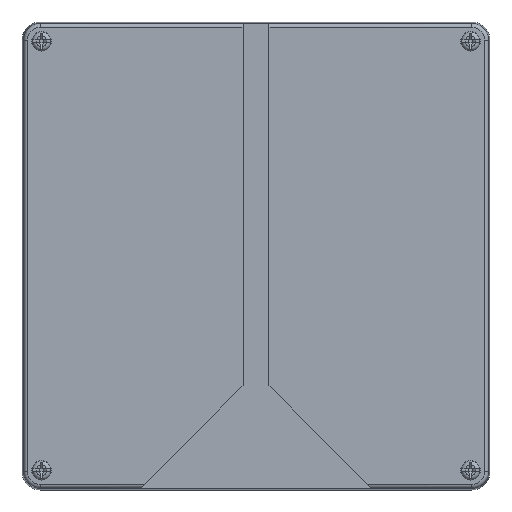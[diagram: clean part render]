
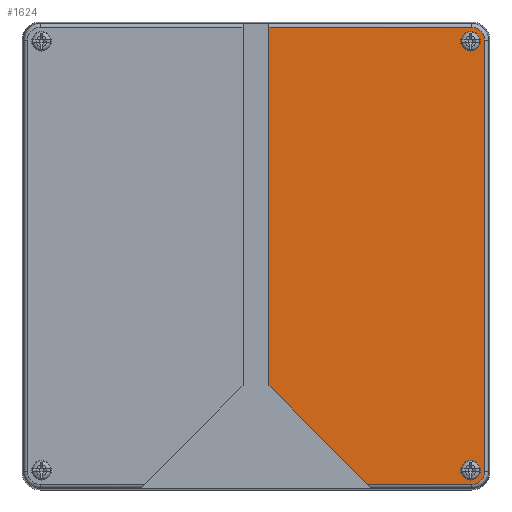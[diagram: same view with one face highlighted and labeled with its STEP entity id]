
A CAD part, top view. The second image highlights one B-rep face of the part: STEP entity #1624.
In plain terms, the highlighted planar face has unit normal (0, 0, 1).
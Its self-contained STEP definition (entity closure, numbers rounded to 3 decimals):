
#1624 = ADVANCED_FACE( '', ( #3683, #3684, #3685 ), #3686, .T. );
#3683 = FACE_OUTER_BOUND( '', #6219, .T. );
#3684 = FACE_BOUND( '', #6220, .T. );
#3685 = FACE_BOUND( '', #6221, .T. );
#3686 = PLANE( '', #6222 );
#6219 = EDGE_LOOP( '', ( #10616, #10617, #10618, #10619, #10620, #10621, #10622 ) );
#6220 = EDGE_LOOP( '', ( #10623 ) );
#6221 = EDGE_LOOP( '', ( #10624 ) );
#6222 = AXIS2_PLACEMENT_3D( '', #10625, #10626, #10627 );
#10616 = ORIENTED_EDGE( '', *, *, #15684, .F. );
#10617 = ORIENTED_EDGE( '', *, *, #14703, .F. );
#10618 = ORIENTED_EDGE( '', *, *, #15501, .T. );
#10619 = ORIENTED_EDGE( '', *, *, #15556, .F. );
#10620 = ORIENTED_EDGE( '', *, *, #15169, .T. );
#10621 = ORIENTED_EDGE( '', *, *, #15685, .T. );
#10622 = ORIENTED_EDGE( '', *, *, #14383, .T. );
#10623 = ORIENTED_EDGE( '', *, *, #15134, .T. );
#10624 = ORIENTED_EDGE( '', *, *, #15686, .T. );
#10625 = CARTESIAN_POINT( '', ( 87.884, 110., 25. ) );
#10626 = DIRECTION( '', ( 0., 0., 1. ) );
#10627 = DIRECTION( '', ( 1., 0., 0. ) );
#14383 = EDGE_CURVE( '', #17141, #17139, #17142, .T. );
#14703 = EDGE_CURVE( '', #17684, #17685, #17686, .T. );
#15134 = EDGE_CURVE( '', #18391, #18391, #18392, .F. );
#15169 = EDGE_CURVE( '', #18442, #18444, #18446, .T. );
#15501 = EDGE_CURVE( '', #17684, #18944, #18946, .T. );
#15556 = EDGE_CURVE( '', #18442, #18944, #19017, .T. );
#15684 = EDGE_CURVE( '', #17685, #17139, #19202, .T. );
#15685 = EDGE_CURVE( '', #18444, #17141, #19203, .T. );
#15686 = EDGE_CURVE( '', #19204, #19204, #19205, .F. );
#17139 = VERTEX_POINT( '', #21057 );
#17141 = VERTEX_POINT( '', #21060 );
#17142 = LINE( '', #21061, #21062 );
#17684 = VERTEX_POINT( '', #21845 );
#17685 = VERTEX_POINT( '', #21846 );
#17686 = LINE( '', #21847, #21848 );
#18391 = VERTEX_POINT( '', #22720 );
#18392 = CIRCLE( '', #22721, 3.75 );
#18442 = VERTEX_POINT( '', #22795 );
#18444 = VERTEX_POINT( '', #22797 );
#18446 = CIRCLE( '', #22799, 4.884 );
#18944 = VERTEX_POINT( '', #23541 );
#18946 = CIRCLE( '', #23543, 4.884 );
#19017 = LINE( '', #23639, #23640 );
#19202 = LINE( '', #23905, #23906 );
#19203 = LINE( '', #23907, #23908 );
#19204 = VERTEX_POINT( '', #23909 );
#19205 = CIRCLE( '', #23910, 3.75 );
#21057 = CARTESIAN_POINT( '', ( 5., -50., 25. ) );
#21060 = CARTESIAN_POINT( '', ( 5., 87.884, 25. ) );
#21061 = CARTESIAN_POINT( '', ( 5., 110., 25. ) );
#21062 = VECTOR( '', #25960, 1000. );
#21845 = CARTESIAN_POINT( '', ( 83., -87.884, 25. ) );
#21846 = CARTESIAN_POINT( '', ( 42.884, -87.884, 25. ) );
#21847 = CARTESIAN_POINT( '', ( 100., -87.884, 25. ) );
#21848 = VECTOR( '', #26350, 1000. );
#22720 = CARTESIAN_POINT( '', ( 86.25, -82.5, 25. ) );
#22721 = AXIS2_PLACEMENT_3D( '', #26989, #26990, #26991 );
#22795 = CARTESIAN_POINT( '', ( 87.884, 83., 25. ) );
#22797 = CARTESIAN_POINT( '', ( 83., 87.884, 25. ) );
#22799 = AXIS2_PLACEMENT_3D( '', #27028, #27029, #27030 );
#23541 = CARTESIAN_POINT( '', ( 87.884, -83., 25. ) );
#23543 = AXIS2_PLACEMENT_3D( '', #27408, #27409, #27410 );
#23639 = CARTESIAN_POINT( '', ( 87.884, 110., 25. ) );
#23640 = VECTOR( '', #27469, 1000. );
#23905 = CARTESIAN_POINT( '', ( 47.426, -92.426, 25. ) );
#23906 = VECTOR( '', #27625, 1000. );
#23907 = CARTESIAN_POINT( '', ( 100., 87.884, 25. ) );
#23908 = VECTOR( '', #27626, 1000. );
#23909 = CARTESIAN_POINT( '', ( 86.25, 82.5, 25. ) );
#23910 = AXIS2_PLACEMENT_3D( '', #27627, #27628, #27629 );
#25960 = DIRECTION( '', ( 0., -1., 0. ) );
#26350 = DIRECTION( '', ( -1., 0., 0. ) );
#26989 = CARTESIAN_POINT( '', ( 82.5, -82.5, 25. ) );
#26990 = DIRECTION( '', ( 0., 0., 1. ) );
#26991 = DIRECTION( '', ( 1., 0., 0. ) );
#27028 = CARTESIAN_POINT( '', ( 83., 83., 25. ) );
#27029 = DIRECTION( '', ( 0., 0., 1. ) );
#27030 = DIRECTION( '', ( 1., 0., 0. ) );
#27408 = CARTESIAN_POINT( '', ( 83., -83., 25. ) );
#27409 = DIRECTION( '', ( 0., 0., 1. ) );
#27410 = DIRECTION( '', ( 1., 0., 0. ) );
#27469 = DIRECTION( '', ( 0., -1., 0. ) );
#27625 = DIRECTION( '', ( -0.707, 0.707, 0. ) );
#27626 = DIRECTION( '', ( -1., 0., 0. ) );
#27627 = CARTESIAN_POINT( '', ( 82.5, 82.5, 25. ) );
#27628 = DIRECTION( '', ( 0., 0., 1. ) );
#27629 = DIRECTION( '', ( 1., 0., 0. ) );
